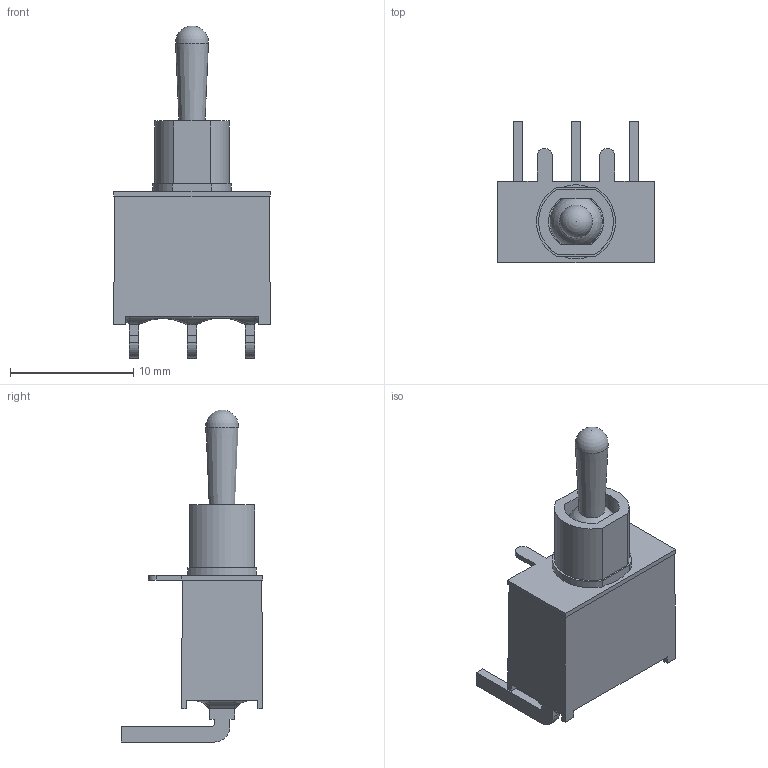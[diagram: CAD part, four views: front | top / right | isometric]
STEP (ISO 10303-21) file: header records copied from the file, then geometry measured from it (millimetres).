
FILE_DESCRIPTION((' '),'2;1');
FILE_NAME('100AWSPxT2B4M6xE.stp','2017-08-02T12:57:30',(' '),(' '),' ','ACIS',' ');
FILE_SCHEMA(('CONFIG_CONTROL_DESIGN'));
Length unit declared in the file: inch
Products named in the file (1): 100AWSPxT2B4M6xE.stp
Bounding box: 12.7 x 11.48 x 26.9 mm (x, y, z)
Volume: 1038.2 mm3; surface area: 992.2 mm2
Topology: 1 solids, 1 shells, 106 faces, 295 edges, 192 vertices
Faces by surface type: plane 73, cylinder 22, bspline 8, sphere 2, cone 1
Entity records: 3777 total; most frequent: CARTESIAN_POINT 994, ORIENTED_EDGE 568, DIRECTION 534, EDGE_CURVE 284, VECTOR 210, LINE 210, VERTEX_POINT 188, AXIS2_PLACEMENT_3D 162
